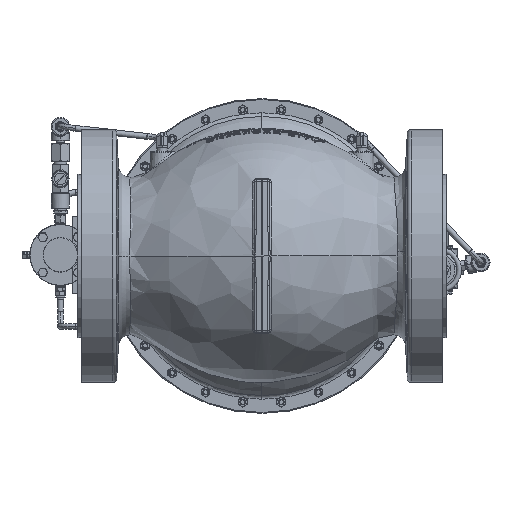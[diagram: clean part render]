
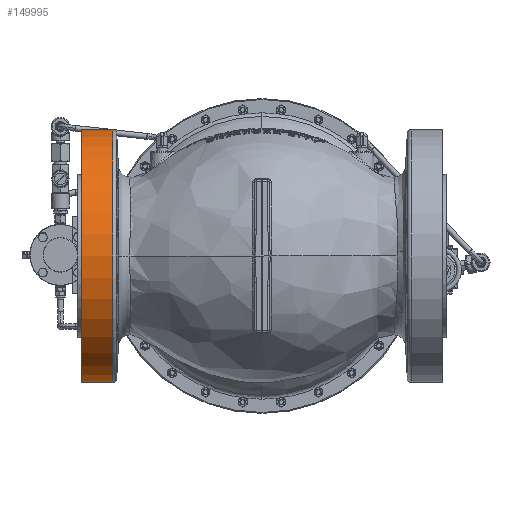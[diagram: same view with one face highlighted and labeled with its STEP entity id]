
A CAD part, front view. The second image highlights one B-rep face of the part: STEP entity #149995.
In plain terms, the highlighted cylindrical face has radius 209.55 mm (diameter 419.1 mm), a partial arc.
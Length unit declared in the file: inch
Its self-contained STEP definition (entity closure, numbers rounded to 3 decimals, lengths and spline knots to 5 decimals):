
#34840 = LINE ( 'NONE', #284615, #188954 ) ;
#57319 = VECTOR ( 'NONE', #192846, 39.37008 ) ;
#78374 = ORIENTED_EDGE ( 'NONE', *, *, #353461, .F. ) ;
#98806 = LINE ( 'NONE', #164176, #57319 ) ;
#99636 = DIRECTION ( 'NONE',  ( -1., 0., 0. ) ) ;
#117602 = FACE_OUTER_BOUND ( 'NONE', #174901, .T. ) ;
#118309 = AXIS2_PLACEMENT_3D ( 'NONE', #347244, #99636, #253093 ) ;
#119614 = DIRECTION ( 'NONE',  ( 0., 0., -1. ) ) ;
#123000 = DIRECTION ( 'NONE',  ( 1., 0., 0. ) ) ;
#128370 = AXIS2_PLACEMENT_3D ( 'NONE', #155793, #280693, #344005 ) ;
#149995 = ADVANCED_FACE ( 'NONE', ( #117602 ), #176867, .T. ) ;
#155793 = CARTESIAN_POINT ( 'NONE',  ( -9.71024, -9.2045, 0. ) ) ;
#164176 = CARTESIAN_POINT ( 'NONE',  ( 15., -9.2045, -8.25 ) ) ;
#167726 = VERTEX_POINT ( 'NONE', #357853 ) ;
#174901 = EDGE_LOOP ( 'NONE', ( #78374, #284638, #358142, #208622 ) ) ;
#176867 = CYLINDRICAL_SURFACE ( 'NONE', #373673, 8.25 ) ;
#177406 = VERTEX_POINT ( 'NONE', #336362 ) ;
#188954 = VECTOR ( 'NONE', #123000, 39.37008 ) ;
#190104 = CIRCLE ( 'NONE', #118309, 8.25 ) ;
#190542 = EDGE_CURVE ( 'NONE', #177406, #399539, #245999, .T. ) ;
#192846 = DIRECTION ( 'NONE',  ( 1., 0., 0. ) ) ;
#208622 = ORIENTED_EDGE ( 'NONE', *, *, #190542, .T. ) ;
#220612 = EDGE_CURVE ( 'NONE', #167726, #338561, #190104, .T. ) ;
#240841 = EDGE_CURVE ( 'NONE', #167726, #177406, #98806, .T. ) ;
#243331 = CARTESIAN_POINT ( 'NONE',  ( -9.71024, -9.2045, 8.25 ) ) ;
#245999 = CIRCLE ( 'NONE', #128370, 8.25 ) ;
#253093 = DIRECTION ( 'NONE',  ( 0., 0., 1. ) ) ;
#257342 = CARTESIAN_POINT ( 'NONE',  ( -11.75, -9.2045, 8.25 ) ) ;
#271101 = DIRECTION ( 'NONE',  ( 1., 0., 0. ) ) ;
#280693 = DIRECTION ( 'NONE',  ( -1., 0., 0. ) ) ;
#284615 = CARTESIAN_POINT ( 'NONE',  ( 15., -9.2045, 8.25 ) ) ;
#284638 = ORIENTED_EDGE ( 'NONE', *, *, #220612, .F. ) ;
#301767 = CARTESIAN_POINT ( 'NONE',  ( 15., -9.2045, 0. ) ) ;
#336362 = CARTESIAN_POINT ( 'NONE',  ( -9.71024, -9.2045, -8.25 ) ) ;
#338561 = VERTEX_POINT ( 'NONE', #257342 ) ;
#344005 = DIRECTION ( 'NONE',  ( 0., 0., 1. ) ) ;
#347244 = CARTESIAN_POINT ( 'NONE',  ( -11.75, -9.2045, 0. ) ) ;
#353461 = EDGE_CURVE ( 'NONE', #338561, #399539, #34840, .T. ) ;
#357853 = CARTESIAN_POINT ( 'NONE',  ( -11.75, -9.2045, -8.25 ) ) ;
#358142 = ORIENTED_EDGE ( 'NONE', *, *, #240841, .T. ) ;
#373673 = AXIS2_PLACEMENT_3D ( 'NONE', #301767, #271101, #119614 ) ;
#399539 = VERTEX_POINT ( 'NONE', #243331 ) ;
